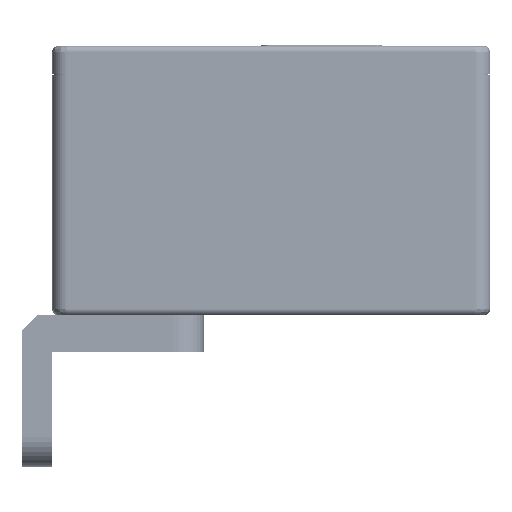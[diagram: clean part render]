
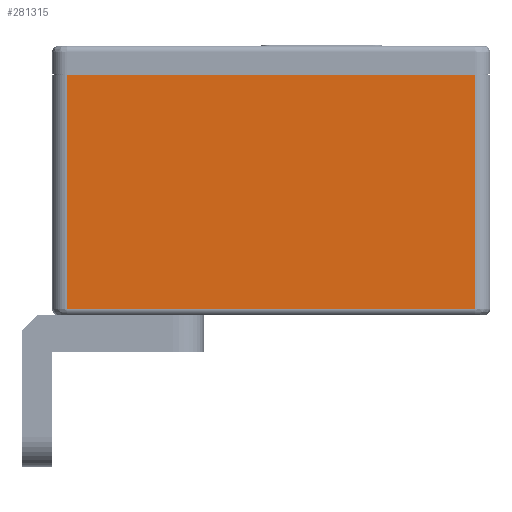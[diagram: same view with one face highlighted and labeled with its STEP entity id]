
A CAD part, left-side view. The second image highlights one B-rep face of the part: STEP entity #281315.
In plain terms, the highlighted planar face has unit normal (-1, 0, 0).
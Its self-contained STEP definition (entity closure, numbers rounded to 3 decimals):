
#6670 = ORIENTED_EDGE ( 'NONE', *, *, #200503, .T. ) ;
#7658 = VERTEX_POINT ( 'NONE', #190938 ) ;
#12209 = VERTEX_POINT ( 'NONE', #42148 ) ;
#18383 = DIRECTION ( 'NONE',  ( 0., 0., -1. ) ) ;
#18977 = LINE ( 'NONE', #147732, #40379 ) ;
#23088 = CARTESIAN_POINT ( 'NONE',  ( -229.5, 7.313, -21.983 ) ) ;
#26156 = CARTESIAN_POINT ( 'NONE',  ( -229.5, 59.813, -22.483 ) ) ;
#31713 = EDGE_CURVE ( 'NONE', #85356, #7658, #18977, .T. ) ;
#32831 = AXIS2_PLACEMENT_3D ( 'NONE', #23088, #68817, #294521 ) ;
#38717 = EDGE_LOOP ( 'NONE', ( #174202, #6670, #239131, #253242 ) ) ;
#40379 = VECTOR ( 'NONE', #283011, 1000. ) ;
#42148 = CARTESIAN_POINT ( 'NONE',  ( -229.5, -74.731, -22.483 ) ) ;
#45013 = VERTEX_POINT ( 'NONE', #26156 ) ;
#68817 = DIRECTION ( 'NONE',  ( -1., 0., 0. ) ) ;
#76944 = VECTOR ( 'NONE', #157426, 1000. ) ;
#85356 = VERTEX_POINT ( 'NONE', #167966 ) ;
#97869 = VECTOR ( 'NONE', #18383, 1000. ) ;
#115740 = VECTOR ( 'NONE', #137991, 1000. ) ;
#133388 = PLANE ( 'NONE',  #32831 ) ;
#135517 = CARTESIAN_POINT ( 'NONE',  ( -229.5, 7.313, -22.483 ) ) ;
#137991 = DIRECTION ( 'NONE',  ( 0., 0., 1. ) ) ;
#147732 = CARTESIAN_POINT ( 'NONE',  ( -229.5, 7.313, -99.983 ) ) ;
#157426 = DIRECTION ( 'NONE',  ( 0., 1., 0. ) ) ;
#167966 = CARTESIAN_POINT ( 'NONE',  ( -229.5, -74.731, -99.983 ) ) ;
#172563 = LINE ( 'NONE', #178391, #97869 ) ;
#174202 = ORIENTED_EDGE ( 'NONE', *, *, #284310, .T. ) ;
#178391 = CARTESIAN_POINT ( 'NONE',  ( -229.5, 59.813, -21.983 ) ) ;
#190938 = CARTESIAN_POINT ( 'NONE',  ( -229.5, 59.813, -99.983 ) ) ;
#200503 = EDGE_CURVE ( 'NONE', #12209, #45013, #265442, .T. ) ;
#217026 = FACE_OUTER_BOUND ( 'NONE', #38717, .T. ) ;
#218808 = LINE ( 'NONE', #291277, #115740 ) ;
#239131 = ORIENTED_EDGE ( 'NONE', *, *, #242316, .T. ) ;
#242316 = EDGE_CURVE ( 'NONE', #45013, #7658, #172563, .T. ) ;
#253242 = ORIENTED_EDGE ( 'NONE', *, *, #31713, .F. ) ;
#265442 = LINE ( 'NONE', #135517, #76944 ) ;
#281315 = ADVANCED_FACE ( 'NONE', ( #217026 ), #133388, .T. ) ;
#283011 = DIRECTION ( 'NONE',  ( 0., 1., 0. ) ) ;
#284310 = EDGE_CURVE ( 'NONE', #85356, #12209, #218808, .T. ) ;
#291277 = CARTESIAN_POINT ( 'NONE',  ( -229.5, -74.731, -21.983 ) ) ;
#294521 = DIRECTION ( 'NONE',  ( 0., -1., 0. ) ) ;
